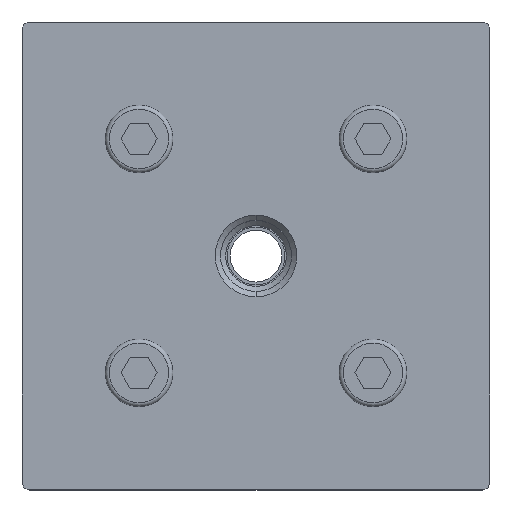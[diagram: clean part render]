
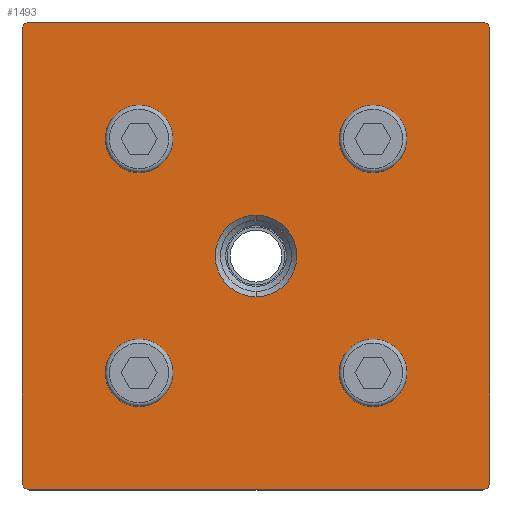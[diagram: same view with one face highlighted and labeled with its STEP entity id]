
A CAD part, top view. The second image highlights one B-rep face of the part: STEP entity #1493.
In plain terms, the highlighted planar face has unit normal (0, 0, 1).
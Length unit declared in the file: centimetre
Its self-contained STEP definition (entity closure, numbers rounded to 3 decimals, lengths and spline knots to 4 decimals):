
#32=FACE_BOUND('',#230,.T.);
#33=FACE_BOUND('',#231,.T.);
#34=FACE_BOUND('',#232,.T.);
#35=FACE_BOUND('',#233,.T.);
#36=FACE_BOUND('',#234,.T.);
#62=PLANE('',#1610);
#133=FACE_OUTER_BOUND('',#229,.T.);
#229=EDGE_LOOP('',(#1075,#1076,#1077,#1078,#1079,#1080,#1081,#1082));
#230=EDGE_LOOP('',(#1083));
#231=EDGE_LOOP('',(#1084));
#232=EDGE_LOOP('',(#1085));
#233=EDGE_LOOP('',(#1086));
#234=EDGE_LOOP('',(#1087,#1088));
#349=LINE('',#2291,#481);
#350=LINE('',#2295,#482);
#351=LINE('',#2299,#483);
#352=LINE('',#2303,#484);
#481=VECTOR('',#1821,1.);
#482=VECTOR('',#1824,1.);
#483=VECTOR('',#1827,1.);
#484=VECTOR('',#1830,1.);
#606=CIRCLE('',#1586,4.5);
#608=CIRCLE('',#1589,4.5);
#619=CIRCLE('',#1607,7.858);
#620=CIRCLE('',#1609,7.858);
#621=CIRCLE('',#1611,1.5);
#622=CIRCLE('',#1612,1.5);
#623=CIRCLE('',#1613,1.5);
#624=CIRCLE('',#1614,1.5);
#625=CIRCLE('',#1615,4.5);
#626=CIRCLE('',#1616,4.5);
#685=VERTEX_POINT('',#2241);
#687=VERTEX_POINT('',#2247);
#698=VERTEX_POINT('',#2281);
#699=VERTEX_POINT('',#2283);
#700=VERTEX_POINT('',#2289);
#701=VERTEX_POINT('',#2290);
#702=VERTEX_POINT('',#2292);
#703=VERTEX_POINT('',#2294);
#704=VERTEX_POINT('',#2296);
#705=VERTEX_POINT('',#2298);
#706=VERTEX_POINT('',#2300);
#707=VERTEX_POINT('',#2302);
#708=VERTEX_POINT('',#2305);
#709=VERTEX_POINT('',#2307);
#825=EDGE_CURVE('',#685,#685,#606,.T.);
#828=EDGE_CURVE('',#687,#687,#608,.T.);
#845=EDGE_CURVE('',#699,#698,#619,.T.);
#846=EDGE_CURVE('',#698,#699,#620,.T.);
#847=EDGE_CURVE('',#700,#701,#349,.T.);
#848=EDGE_CURVE('',#701,#702,#621,.T.);
#849=EDGE_CURVE('',#702,#703,#350,.T.);
#850=EDGE_CURVE('',#703,#704,#622,.T.);
#851=EDGE_CURVE('',#704,#705,#351,.T.);
#852=EDGE_CURVE('',#705,#706,#623,.T.);
#853=EDGE_CURVE('',#706,#707,#352,.T.);
#854=EDGE_CURVE('',#707,#700,#624,.T.);
#855=EDGE_CURVE('',#708,#708,#625,.T.);
#856=EDGE_CURVE('',#709,#709,#626,.T.);
#1075=ORIENTED_EDGE('',*,*,#847,.T.);
#1076=ORIENTED_EDGE('',*,*,#848,.T.);
#1077=ORIENTED_EDGE('',*,*,#849,.T.);
#1078=ORIENTED_EDGE('',*,*,#850,.T.);
#1079=ORIENTED_EDGE('',*,*,#851,.T.);
#1080=ORIENTED_EDGE('',*,*,#852,.T.);
#1081=ORIENTED_EDGE('',*,*,#853,.T.);
#1082=ORIENTED_EDGE('',*,*,#854,.T.);
#1083=ORIENTED_EDGE('',*,*,#825,.T.);
#1084=ORIENTED_EDGE('',*,*,#828,.T.);
#1085=ORIENTED_EDGE('',*,*,#855,.T.);
#1086=ORIENTED_EDGE('',*,*,#856,.T.);
#1087=ORIENTED_EDGE('',*,*,#845,.F.);
#1088=ORIENTED_EDGE('',*,*,#846,.F.);
#1493=ADVANCED_FACE('',(#133,#32,#33,#34,#35,#36),#62,.T.);
#1586=AXIS2_PLACEMENT_3D('',#2243,#1764,#1765);
#1589=AXIS2_PLACEMENT_3D('',#2249,#1771,#1772);
#1607=AXIS2_PLACEMENT_3D('',#2285,#1813,#1814);
#1609=AXIS2_PLACEMENT_3D('',#2287,#1817,#1818);
#1610=AXIS2_PLACEMENT_3D('',#2288,#1819,#1820);
#1611=AXIS2_PLACEMENT_3D('',#2293,#1822,#1823);
#1612=AXIS2_PLACEMENT_3D('',#2297,#1825,#1826);
#1613=AXIS2_PLACEMENT_3D('',#2301,#1828,#1829);
#1614=AXIS2_PLACEMENT_3D('',#2304,#1831,#1832);
#1615=AXIS2_PLACEMENT_3D('',#2306,#1833,#1834);
#1616=AXIS2_PLACEMENT_3D('',#2308,#1835,#1836);
#1764=DIRECTION('center_axis',(0.,0.,-1.));
#1765=DIRECTION('ref_axis',(-1.,0.,0.));
#1771=DIRECTION('center_axis',(0.,0.,-1.));
#1772=DIRECTION('ref_axis',(-1.,0.,0.));
#1813=DIRECTION('center_axis',(0.,0.,1.));
#1814=DIRECTION('ref_axis',(0.,1.,0.));
#1817=DIRECTION('center_axis',(0.,0.,1.));
#1818=DIRECTION('ref_axis',(0.,1.,0.));
#1819=DIRECTION('center_axis',(0.,0.,1.));
#1820=DIRECTION('ref_axis',(1.,0.,0.));
#1821=DIRECTION('',(1.,0.,0.));
#1822=DIRECTION('center_axis',(0.,0.,1.));
#1823=DIRECTION('ref_axis',(0.,-1.,0.));
#1824=DIRECTION('',(0.,1.,0.));
#1825=DIRECTION('center_axis',(0.,0.,1.));
#1826=DIRECTION('ref_axis',(1.,0.,0.));
#1827=DIRECTION('',(-1.,0.,0.));
#1828=DIRECTION('center_axis',(0.,0.,1.));
#1829=DIRECTION('ref_axis',(0.,1.,0.));
#1830=DIRECTION('',(0.,-1.,0.));
#1831=DIRECTION('center_axis',(0.,0.,1.));
#1832=DIRECTION('ref_axis',(-1.,0.,0.));
#1833=DIRECTION('center_axis',(0.,0.,-1.));
#1834=DIRECTION('ref_axis',(-1.,0.,0.));
#1835=DIRECTION('center_axis',(0.,0.,-1.));
#1836=DIRECTION('ref_axis',(-1.,0.,0.));
#2241=CARTESIAN_POINT('',(72.,22.5,17.));
#2243=CARTESIAN_POINT('Origin',(67.5,22.5,17.));
#2247=CARTESIAN_POINT('',(27.,22.5,17.));
#2249=CARTESIAN_POINT('Origin',(22.5,22.5,17.));
#2281=CARTESIAN_POINT('',(45.,52.858,17.));
#2283=CARTESIAN_POINT('',(45.,37.142,17.));
#2285=CARTESIAN_POINT('Origin',(45.,45.,17.));
#2287=CARTESIAN_POINT('Origin',(45.,45.,17.));
#2288=CARTESIAN_POINT('Origin',(45.,45.,17.));
#2289=CARTESIAN_POINT('',(1.5,0.,17.));
#2290=CARTESIAN_POINT('',(88.5,0.,17.));
#2291=CARTESIAN_POINT('',(1.5,0.,17.));
#2292=CARTESIAN_POINT('',(90.,1.5,17.));
#2293=CARTESIAN_POINT('Origin',(88.5,1.5,17.));
#2294=CARTESIAN_POINT('',(90.,88.5,17.));
#2295=CARTESIAN_POINT('',(90.,1.5,17.));
#2296=CARTESIAN_POINT('',(88.5,90.,17.));
#2297=CARTESIAN_POINT('Origin',(88.5,88.5,17.));
#2298=CARTESIAN_POINT('',(1.5,90.,17.));
#2299=CARTESIAN_POINT('',(88.5,90.,17.));
#2300=CARTESIAN_POINT('',(0.,88.5,17.));
#2301=CARTESIAN_POINT('Origin',(1.5,88.5,17.));
#2302=CARTESIAN_POINT('',(0.,1.5,17.));
#2303=CARTESIAN_POINT('',(0.,88.5,17.));
#2304=CARTESIAN_POINT('Origin',(1.5,1.5,17.));
#2305=CARTESIAN_POINT('',(27.,67.5,17.));
#2306=CARTESIAN_POINT('Origin',(22.5,67.5,17.));
#2307=CARTESIAN_POINT('',(72.,67.5,17.));
#2308=CARTESIAN_POINT('Origin',(67.5,67.5,17.));
